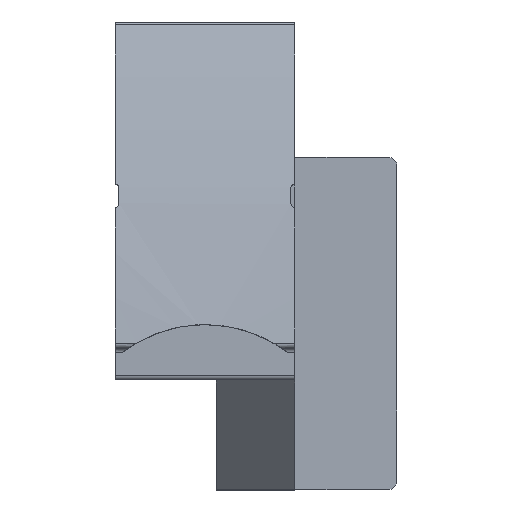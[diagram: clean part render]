
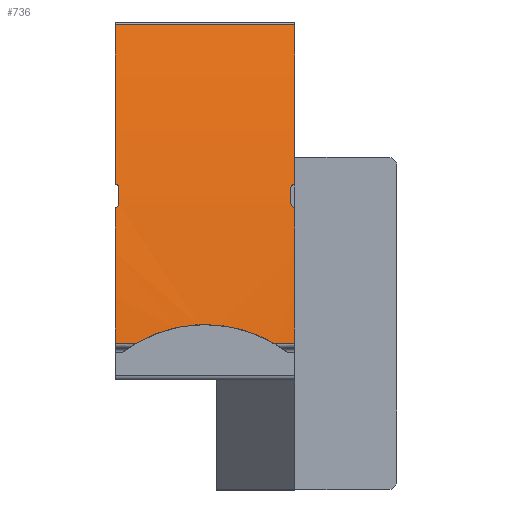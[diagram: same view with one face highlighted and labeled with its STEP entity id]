
A CAD part, top view. The second image highlights one B-rep face of the part: STEP entity #736.
In plain terms, the highlighted cylindrical face has radius 202.749 mm (diameter 405.499 mm), a partial arc.
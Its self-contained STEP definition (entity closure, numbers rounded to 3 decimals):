
#736=ADVANCED_FACE('',(#1979),#1980,.T.);
#910=VERTEX_POINT('',#2186);
#920=VERTEX_POINT('',#2196);
#924=VERTEX_POINT('',#2200);
#926=EDGE_CURVE('',#924,#920,#2202,.T.);
#992=VERTEX_POINT('',#2268);
#996=EDGE_CURVE('',#910,#992,#2272,.T.);
#1110=VERTEX_POINT('',#2386);
#1114=EDGE_CURVE('',#920,#1110,#2390,.T.);
#1116=VERTEX_POINT('',#2392);
#1118=EDGE_CURVE('',#1110,#1116,#2394,.T.);
#1122=EDGE_CURVE('',#1116,#910,#2398,.T.);
#1126=VERTEX_POINT('',#2402);
#1134=VERTEX_POINT('',#2410);
#1138=EDGE_CURVE('',#1126,#1134,#2414,.T.);
#1140=VERTEX_POINT('',#2416);
#1142=EDGE_CURVE('',#1134,#1140,#2418,.T.);
#1150=VERTEX_POINT('',#2426);
#1156=EDGE_CURVE('',#1140,#1150,#2432,.T.);
#1230=VERTEX_POINT('',#2506);
#1232=EDGE_CURVE('',#1126,#1230,#2508,.T.);
#1260=VERTEX_POINT('',#2536);
#1264=EDGE_CURVE('',#1260,#1150,#2540,.T.);
#1276=VERTEX_POINT('',#2552);
#1280=VERTEX_POINT('',#2556);
#1282=EDGE_CURVE('',#1280,#1276,#2558,.T.);
#1298=EDGE_CURVE('',#1260,#1280,#2574,.T.);
#1304=EDGE_CURVE('',#1276,#924,#2580,.T.);
#1608=EDGE_CURVE('',#1230,#992,#2884,.T.);
#1979=FACE_OUTER_BOUND('',#3245,.T.);
#1980=CYLINDRICAL_SURFACE('',#3246,202.749);
#2186=CARTESIAN_POINT('',(21.1,35.779,94.782));
#2196=CARTESIAN_POINT('',(21.1,32.984,95.518));
#2200=CARTESIAN_POINT('',(21.1,17.066,98.915));
#2202=CIRCLE('',#3531,202.749);
#2268=CARTESIAN_POINT('',(21.1,54.459,88.735));
#2272=CIRCLE('',#3632,202.749);
#2386=CARTESIAN_POINT('',(20.65,33.482,95.39));
#2390=B_SPLINE_CURVE_WITH_KNOTS('',3,(#3811,#3812,#3813,#3814,#3815,#3816,#3817,#3818,#3819,#3820),.UNSPECIFIED.,.F.,.F.,(4,2,2,2,4),(0.049,0.188,0.376,0.571,0.766),.UNSPECIFIED.);
#2392=CARTESIAN_POINT('',(20.65,35.282,94.916));
#2394=CIRCLE('',#3825,202.749);
#2398=B_SPLINE_CURVE_WITH_KNOTS('',3,(#3832,#3833,#3834,#3835,#3836,#3837,#3838,#3839,#3840,#3841),.UNSPECIFIED.,.F.,.F.,(4,2,2,2,4),(0.767,0.962,1.157,1.345,1.484),.UNSPECIFIED.);
#2402=CARTESIAN_POINT('',(0.0,35.779,94.782));
#2410=CARTESIAN_POINT('',(0.45,35.282,94.916));
#2414=B_SPLINE_CURVE_WITH_KNOTS('',3,(#3863,#3864,#3865,#3866,#3867,#3868,#3869,#3870,#3871,#3872),.UNSPECIFIED.,.F.,.F.,(4,2,2,2,4),(1.583,1.722,1.91,2.105,2.3),.UNSPECIFIED.);
#2416=CARTESIAN_POINT('',(0.45,33.482,95.39));
#2418=CIRCLE('',#3877,202.749);
#2426=CARTESIAN_POINT('',(0.0,32.984,95.518));
#2432=B_SPLINE_CURVE_WITH_KNOTS('',3,(#3898,#3899,#3900,#3901,#3902,#3903,#3904,#3905,#3906,#3907),.UNSPECIFIED.,.F.,.F.,(4,2,2,2,4),(2.298,2.492,2.687,2.875,3.014),.UNSPECIFIED.);
#2506=CARTESIAN_POINT('',(0.0,54.459,88.735));
#2508=CIRCLE('',#4023,202.749);
#2536=CARTESIAN_POINT('',(0.0,17.066,98.915));
#2540=CIRCLE('',#4068,202.749);
#2552=CARTESIAN_POINT('',(18.626,17.066,98.915));
#2556=CARTESIAN_POINT('',(2.479,17.066,98.915));
#2558=B_SPLINE_CURVE_WITH_KNOTS('',3,(#4115,#4116,#4117,#4118,#4119,#4120,#4121,#4122,#4123,#4124,#4125,#4126,#4127,#4128,#4129,#4130,#4131,#4132),.UNSPECIFIED.,.F.,.F.,(4,2,2,2,2,2,2,2,4),(8.595,10.42,12.486,14.553,16.619,18.685,20.752,22.818,24.643),.UNSPECIFIED.);
#2574=LINE('',#4178,#4179);
#2580=LINE('',#4190,#4191);
#2884=LINE('',#4690,#4691);
#3245=EDGE_LOOP('',(#5631,#5632,#5633,#5634,#5635,#5636,#5637,#5638,#5639,#5640,#5641,#5642,#5643,#5644));
#3246=AXIS2_PLACEMENT_3D('',#5645,#5646,#5647);
#3531=AXIS2_PLACEMENT_3D('',#5963,#5964,#5965);
#3632=AXIS2_PLACEMENT_3D('',#5991,#5992,#5993);
#3811=CARTESIAN_POINT('',(21.1,32.984,95.518));
#3812=CARTESIAN_POINT('',(21.053,32.989,95.517));
#3813=CARTESIAN_POINT('',(21.005,33.001,95.514));
#3814=CARTESIAN_POINT('',(20.898,33.045,95.502));
#3815=CARTESIAN_POINT('',(20.843,33.083,95.493));
#3816=CARTESIAN_POINT('',(20.753,33.171,95.47));
#3817=CARTESIAN_POINT('',(20.714,33.228,95.456));
#3818=CARTESIAN_POINT('',(20.663,33.352,95.424));
#3819=CARTESIAN_POINT('',(20.65,33.419,95.406));
#3820=CARTESIAN_POINT('',(20.65,33.482,95.39));
#3825=AXIS2_PLACEMENT_3D('',#6029,#6030,#6031);
#3832=CARTESIAN_POINT('',(20.65,35.282,94.916));
#3833=CARTESIAN_POINT('',(20.65,35.345,94.899));
#3834=CARTESIAN_POINT('',(20.663,35.412,94.881));
#3835=CARTESIAN_POINT('',(20.714,35.536,94.848));
#3836=CARTESIAN_POINT('',(20.753,35.593,94.832));
#3837=CARTESIAN_POINT('',(20.843,35.681,94.808));
#3838=CARTESIAN_POINT('',(20.898,35.719,94.798));
#3839=CARTESIAN_POINT('',(21.005,35.763,94.786));
#3840=CARTESIAN_POINT('',(21.053,35.774,94.783));
#3841=CARTESIAN_POINT('',(21.1,35.779,94.782));
#3863=CARTESIAN_POINT('',(0.,35.779,94.782));
#3864=CARTESIAN_POINT('',(0.047,35.774,94.783));
#3865=CARTESIAN_POINT('',(0.095,35.763,94.786));
#3866=CARTESIAN_POINT('',(0.202,35.719,94.798));
#3867=CARTESIAN_POINT('',(0.257,35.681,94.808));
#3868=CARTESIAN_POINT('',(0.347,35.593,94.832));
#3869=CARTESIAN_POINT('',(0.386,35.536,94.848));
#3870=CARTESIAN_POINT('',(0.437,35.412,94.881));
#3871=CARTESIAN_POINT('',(0.45,35.345,94.899));
#3872=CARTESIAN_POINT('',(0.45,35.282,94.916));
#3877=AXIS2_PLACEMENT_3D('',#6038,#6039,#6040);
#3898=CARTESIAN_POINT('',(0.45,33.482,95.39));
#3899=CARTESIAN_POINT('',(0.45,33.419,95.406));
#3900=CARTESIAN_POINT('',(0.437,33.352,95.424));
#3901=CARTESIAN_POINT('',(0.386,33.228,95.456));
#3902=CARTESIAN_POINT('',(0.347,33.171,95.47));
#3903=CARTESIAN_POINT('',(0.257,33.083,95.493));
#3904=CARTESIAN_POINT('',(0.202,33.045,95.502));
#3905=CARTESIAN_POINT('',(0.095,33.001,95.514));
#3906=CARTESIAN_POINT('',(0.047,32.989,95.517));
#3907=CARTESIAN_POINT('',(0.,32.984,95.518));
#4023=AXIS2_PLACEMENT_3D('',#6066,#6067,#6068);
#4068=AXIS2_PLACEMENT_3D('',#6085,#6086,#6087);
#4115=CARTESIAN_POINT('',(2.479,17.066,98.915));
#4116=CARTESIAN_POINT('',(3.007,17.375,98.861));
#4117=CARTESIAN_POINT('',(3.572,17.665,98.811));
#4118=CARTESIAN_POINT('',(4.831,18.215,98.714));
#4119=CARTESIAN_POINT('',(5.533,18.466,98.669));
#4120=CARTESIAN_POINT('',(6.966,18.867,98.597));
#4121=CARTESIAN_POINT('',(7.697,19.016,98.57));
#4122=CARTESIAN_POINT('',(9.146,19.211,98.534));
#4123=CARTESIAN_POINT('',(9.864,19.257,98.526));
#4124=CARTESIAN_POINT('',(11.242,19.257,98.526));
#4125=CARTESIAN_POINT('',(11.96,19.211,98.534));
#4126=CARTESIAN_POINT('',(13.409,19.016,98.57));
#4127=CARTESIAN_POINT('',(14.14,18.867,98.597));
#4128=CARTESIAN_POINT('',(15.572,18.466,98.669));
#4129=CARTESIAN_POINT('',(16.274,18.215,98.714));
#4130=CARTESIAN_POINT('',(17.534,17.665,98.811));
#4131=CARTESIAN_POINT('',(18.098,17.375,98.861));
#4132=CARTESIAN_POINT('',(18.626,17.066,98.915));
#4178=CARTESIAN_POINT('',(0.0,17.066,98.915));
#4179=VECTOR('',#6093,1.0);
#4190=CARTESIAN_POINT('',(0.0,17.066,98.915));
#4191=VECTOR('',#6096,1.0);
#4690=CARTESIAN_POINT('',(0.0,54.459,88.735));
#4691=VECTOR('',#6194,1.0);
#5631=ORIENTED_EDGE('',*,*,#1122,.T.);
#5632=ORIENTED_EDGE('',*,*,#996,.T.);
#5633=ORIENTED_EDGE('',*,*,#1608,.F.);
#5634=ORIENTED_EDGE('',*,*,#1232,.F.);
#5635=ORIENTED_EDGE('',*,*,#1138,.T.);
#5636=ORIENTED_EDGE('',*,*,#1142,.T.);
#5637=ORIENTED_EDGE('',*,*,#1156,.T.);
#5638=ORIENTED_EDGE('',*,*,#1264,.F.);
#5639=ORIENTED_EDGE('',*,*,#1298,.T.);
#5640=ORIENTED_EDGE('',*,*,#1282,.T.);
#5641=ORIENTED_EDGE('',*,*,#1304,.T.);
#5642=ORIENTED_EDGE('',*,*,#926,.T.);
#5643=ORIENTED_EDGE('',*,*,#1114,.T.);
#5644=ORIENTED_EDGE('',*,*,#1118,.T.);
#5645=CARTESIAN_POINT('',(0.0,-17.251,-100.909));
#5646=DIRECTION('',(1.0,0.0,-0.0));
#5647=DIRECTION('',(0.0,0.169,0.986));
#5963=CARTESIAN_POINT('',(21.1,-17.251,-100.909));
#5964=DIRECTION('',(-1.0,0.0,0.0));
#5965=DIRECTION('',(0.0,0.169,0.986));
#5991=CARTESIAN_POINT('',(21.1,-17.251,-100.909));
#5992=DIRECTION('',(-1.0,0.0,0.0));
#5993=DIRECTION('',(0.0,0.169,0.986));
#6029=CARTESIAN_POINT('',(20.65,-17.251,-100.909));
#6030=DIRECTION('',(-1.0,0.0,0.0));
#6031=DIRECTION('',(0.0,0.169,0.986));
#6038=CARTESIAN_POINT('',(0.45,-17.251,-100.909));
#6039=DIRECTION('',(1.0,0.0,-0.0));
#6040=DIRECTION('',(0.0,0.169,0.986));
#6066=CARTESIAN_POINT('',(0.0,-17.251,-100.909));
#6067=DIRECTION('',(-1.0,0.0,0.0));
#6068=DIRECTION('',(0.0,0.169,0.986));
#6085=CARTESIAN_POINT('',(0.0,-17.251,-100.909));
#6086=DIRECTION('',(-1.0,0.0,0.0));
#6087=DIRECTION('',(0.0,0.169,0.986));
#6093=DIRECTION('',(1.0,0.0,0.0));
#6096=DIRECTION('',(1.0,0.0,0.0));
#6194=DIRECTION('',(1.0,0.0,0.0));
